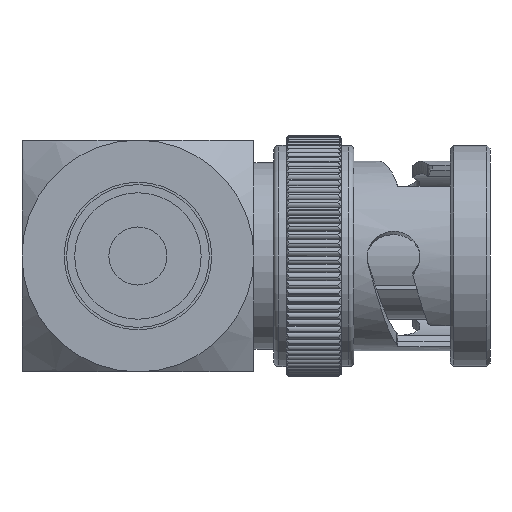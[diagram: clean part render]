
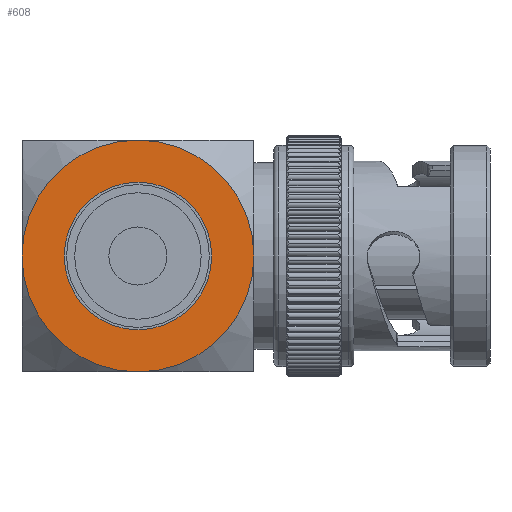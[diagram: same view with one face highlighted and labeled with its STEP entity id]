
A CAD part, front view. The second image highlights one B-rep face of the part: STEP entity #608.
In plain terms, the highlighted planar face has unit normal (0, -1, 0).
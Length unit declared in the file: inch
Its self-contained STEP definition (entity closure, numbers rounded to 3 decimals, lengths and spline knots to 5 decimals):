
#44 = CARTESIAN_POINT ( 'NONE',  ( 0., -0.275, 0. ) ) ;
#199 = ORIENTED_EDGE ( 'NONE', *, *, #3501, .T. ) ;
#445 = CIRCLE ( 'NONE', #23812, 0.175 ) ;
#542 = DIRECTION ( 'NONE',  ( 0., 1., 0. ) ) ;
#608 = ADVANCED_FACE ( 'NONE', ( #4997, #11086 ), #22709, .F. ) ;
#734 = DIRECTION ( 'NONE',  ( 0., 1., 0. ) ) ;
#820 = CIRCLE ( 'NONE', #11854, 0.275 ) ;
#935 = VERTEX_POINT ( 'NONE', #22676 ) ;
#970 = AXIS2_PLACEMENT_3D ( 'NONE', #9070, #19449, #5354 ) ;
#1403 = EDGE_CURVE ( 'NONE', #23942, #4925, #820, .T. ) ;
#2977 = CARTESIAN_POINT ( 'NONE',  ( 0., -0.275, 0. ) ) ;
#3219 = ORIENTED_EDGE ( 'NONE', *, *, #1403, .F. ) ;
#3501 = EDGE_CURVE ( 'NONE', #8359, #6651, #445, .T. ) ;
#3538 = ORIENTED_EDGE ( 'NONE', *, *, #17368, .T. ) ;
#3821 = CARTESIAN_POINT ( 'NONE',  ( -0.275, -0.275, 0. ) ) ;
#4485 = EDGE_CURVE ( 'NONE', #935, #5221, #11885, .T. ) ;
#4743 = CARTESIAN_POINT ( 'NONE',  ( 0.275, -0.275, 0.275 ) ) ;
#4925 = VERTEX_POINT ( 'NONE', #16860 ) ;
#4997 = FACE_BOUND ( 'NONE', #11359, .T. ) ;
#5221 = VERTEX_POINT ( 'NONE', #10409 ) ;
#5354 = DIRECTION ( 'NONE',  ( -1., 0., 0. ) ) ;
#5421 = DIRECTION ( 'NONE',  ( 0., 1., 0. ) ) ;
#5691 = DIRECTION ( 'NONE',  ( 0., 1., 0. ) ) ;
#6651 = VERTEX_POINT ( 'NONE', #14664 ) ;
#7156 = EDGE_CURVE ( 'NONE', #4925, #935, #9327, .T. ) ;
#7237 = EDGE_LOOP ( 'NONE', ( #3219, #16364, #14045, #24216 ) ) ;
#8010 = DIRECTION ( 'NONE',  ( 0., 1., 0. ) ) ;
#8359 = VERTEX_POINT ( 'NONE', #14042 ) ;
#9070 = CARTESIAN_POINT ( 'NONE',  ( 0., -0.275, 0. ) ) ;
#9327 = CIRCLE ( 'NONE', #12736, 0.275 ) ;
#10409 = CARTESIAN_POINT ( 'NONE',  ( 0., -0.275, -0.275 ) ) ;
#10949 = DIRECTION ( 'NONE',  ( -1., 0., 0. ) ) ;
#11086 = FACE_OUTER_BOUND ( 'NONE', #7237, .T. ) ;
#11359 = EDGE_LOOP ( 'NONE', ( #199, #3538 ) ) ;
#11854 = AXIS2_PLACEMENT_3D ( 'NONE', #23922, #5691, #23525 ) ;
#11885 = CIRCLE ( 'NONE', #23809, 0.275 ) ;
#11923 = CARTESIAN_POINT ( 'NONE',  ( 0., -0.275, 0. ) ) ;
#12736 = AXIS2_PLACEMENT_3D ( 'NONE', #11923, #5421, #17531 ) ;
#14042 = CARTESIAN_POINT ( 'NONE',  ( -0.175, -0.275, 0. ) ) ;
#14045 = ORIENTED_EDGE ( 'NONE', *, *, #4485, .F. ) ;
#14289 = DIRECTION ( 'NONE',  ( -1., 0., 0. ) ) ;
#14664 = CARTESIAN_POINT ( 'NONE',  ( 0.175, -0.275, 0. ) ) ;
#16364 = ORIENTED_EDGE ( 'NONE', *, *, #24419, .F. ) ;
#16860 = CARTESIAN_POINT ( 'NONE',  ( 0., -0.275, 0.275 ) ) ;
#17368 = EDGE_CURVE ( 'NONE', #6651, #8359, #22644, .T. ) ;
#17531 = DIRECTION ( 'NONE',  ( -1., 0., 0. ) ) ;
#18288 = CIRCLE ( 'NONE', #23377, 0.275 ) ;
#18776 = CARTESIAN_POINT ( 'NONE',  ( 0., -0.275, 0. ) ) ;
#18822 = DIRECTION ( 'NONE',  ( -1., 0., 0. ) ) ;
#19449 = DIRECTION ( 'NONE',  ( 0., 1., 0. ) ) ;
#21080 = DIRECTION ( 'NONE',  ( 0., 1., 0. ) ) ;
#22644 = CIRCLE ( 'NONE', #970, 0.175 ) ;
#22676 = CARTESIAN_POINT ( 'NONE',  ( 0.275, -0.275, 0. ) ) ;
#22709 = PLANE ( 'NONE',  #25446 ) ;
#22768 = DIRECTION ( 'NONE',  ( -1., 0., 0. ) ) ;
#23377 = AXIS2_PLACEMENT_3D ( 'NONE', #2977, #21080, #18822 ) ;
#23525 = DIRECTION ( 'NONE',  ( -1., 0., 0. ) ) ;
#23809 = AXIS2_PLACEMENT_3D ( 'NONE', #44, #8010, #14289 ) ;
#23812 = AXIS2_PLACEMENT_3D ( 'NONE', #18776, #542, #22768 ) ;
#23922 = CARTESIAN_POINT ( 'NONE',  ( 0., -0.275, 0. ) ) ;
#23942 = VERTEX_POINT ( 'NONE', #3821 ) ;
#24216 = ORIENTED_EDGE ( 'NONE', *, *, #7156, .F. ) ;
#24419 = EDGE_CURVE ( 'NONE', #5221, #23942, #18288, .T. ) ;
#25446 = AXIS2_PLACEMENT_3D ( 'NONE', #4743, #734, #10949 ) ;
